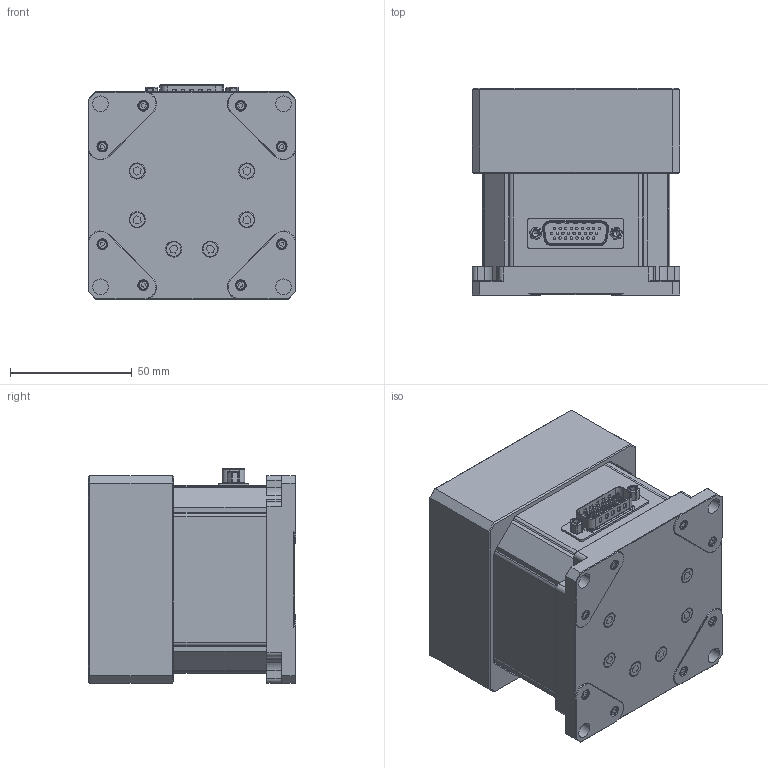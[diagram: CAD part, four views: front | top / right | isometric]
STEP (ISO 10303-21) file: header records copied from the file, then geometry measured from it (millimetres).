
FILE_DESCRIPTION (( 'STEP AP214' ), '1' );
FILE_NAME ('526953.STEP', '2022-03-24T10:08:28', ( '' ), ( '' ), 'SwSTEP 2.0', 'SolidWorks 2020', '' );
FILE_SCHEMA (( 'AUTOMOTIVE_DESIGN' ));
Length unit declared in the file: millimetre
Products named in the file (1): 526953
Bounding box: 85 x 85 x 87.8 mm (x, y, z)
Volume: 541823.3 mm3; surface area: 60781.4 mm2
Topology: 1 solids, 19 shells, 1425 faces, 3468 edges, 2072 vertices
Faces by surface type: plane 590, cylinder 495, bspline 230, cone 74, sphere 28, torus 8
Entity records: 45326 total; most frequent: CARTESIAN_POINT 13230, ORIENTED_EDGE 6714, DIRECTION 6692, EDGE_CURVE 3357, AXIS2_PLACEMENT_3D 2428, VERTEX_POINT 2072, VECTOR 1836, LINE 1836
